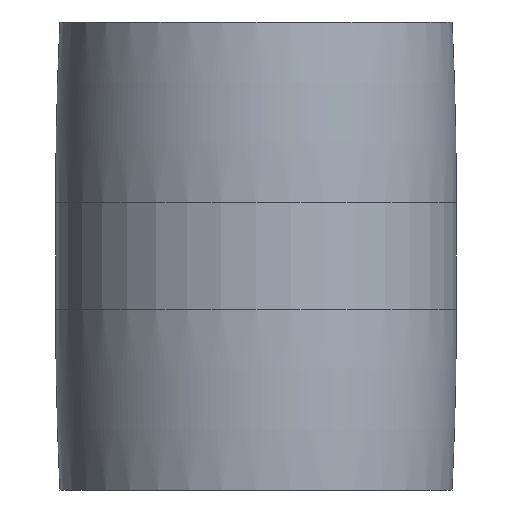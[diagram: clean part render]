
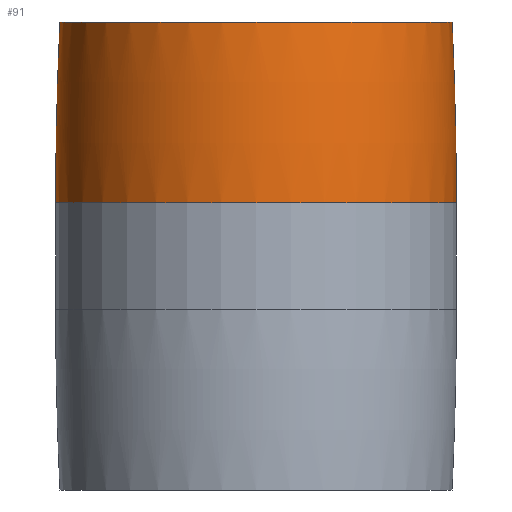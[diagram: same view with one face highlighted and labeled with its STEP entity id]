
A CAD part, front view. The second image highlights one B-rep face of the part: STEP entity #91.
In plain terms, the highlighted toroidal (fillet/blend) face has major radius 856.525 mm and minor radius 903.625 mm.
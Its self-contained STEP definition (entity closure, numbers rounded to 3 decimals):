
#10 = ORIENTED_EDGE ( 'NONE', *, *, #221, .T. ) ;
#12 = EDGE_CURVE ( 'NONE', #860, #353, #476, .T. ) ;
#15 = CARTESIAN_POINT ( 'NONE',  ( 46.1, 0., 55. ) ) ;
#17 = CARTESIAN_POINT ( 'NONE',  ( 0., 0., 12.5 ) ) ;
#72 = CIRCLE ( 'NONE', #635, 47.1 ) ;
#91 = ADVANCED_FACE ( 'NONE', ( #841 ), #702, .T. ) ;
#126 = DIRECTION ( 'NONE',  ( 0., 0., -1. ) ) ;
#221 = EDGE_CURVE ( 'NONE', #824, #880, #941, .T. ) ;
#231 = AXIS2_PLACEMENT_3D ( 'NONE', #939, #266, #126 ) ;
#266 = DIRECTION ( 'NONE',  ( 0., -1., 0. ) ) ;
#289 = CIRCLE ( 'NONE', #834, 46.1 ) ;
#308 = CARTESIAN_POINT ( 'NONE',  ( -47.1, 0., 12.5 ) ) ;
#353 = VERTEX_POINT ( 'NONE', #867 ) ;
#364 = ORIENTED_EDGE ( 'NONE', *, *, #12, .F. ) ;
#391 = AXIS2_PLACEMENT_3D ( 'NONE', #17, #555, #406 ) ;
#406 = DIRECTION ( 'NONE',  ( 1., 0., 0. ) ) ;
#410 = ORIENTED_EDGE ( 'NONE', *, *, #673, .T. ) ;
#453 = CARTESIAN_POINT ( 'NONE',  ( 0., 0., 12.5 ) ) ;
#476 = CIRCLE ( 'NONE', #544, 903.625 ) ;
#520 = DIRECTION ( 'NONE',  ( 1., 0., 0. ) ) ;
#543 = ORIENTED_EDGE ( 'NONE', *, *, #784, .F. ) ;
#544 = AXIS2_PLACEMENT_3D ( 'NONE', #786, #769, #773 ) ;
#555 = DIRECTION ( 'NONE',  ( 0., 0., 1. ) ) ;
#635 = AXIS2_PLACEMENT_3D ( 'NONE', #453, #905, #520 ) ;
#673 = EDGE_CURVE ( 'NONE', #860, #824, #72, .T. ) ;
#702 = TOROIDAL_SURFACE ( 'NONE', #391, -856.525, 903.625 ) ;
#735 = DIRECTION ( 'NONE',  ( 0., 0., 1. ) ) ;
#769 = DIRECTION ( 'NONE',  ( 0., 1., 0. ) ) ;
#773 = DIRECTION ( 'NONE',  ( -1., 0., 0. ) ) ;
#784 = EDGE_CURVE ( 'NONE', #353, #880, #289, .T. ) ;
#786 = CARTESIAN_POINT ( 'NONE',  ( 856.525, 0., 12.5 ) ) ;
#814 = CARTESIAN_POINT ( 'NONE',  ( 0., 0., 55. ) ) ;
#824 = VERTEX_POINT ( 'NONE', #959 ) ;
#834 = AXIS2_PLACEMENT_3D ( 'NONE', #814, #735, #949 ) ;
#841 = FACE_OUTER_BOUND ( 'NONE', #893, .T. ) ;
#860 = VERTEX_POINT ( 'NONE', #308 ) ;
#867 = CARTESIAN_POINT ( 'NONE',  ( -46.1, 0., 55. ) ) ;
#880 = VERTEX_POINT ( 'NONE', #15 ) ;
#893 = EDGE_LOOP ( 'NONE', ( #364, #410, #10, #543 ) ) ;
#905 = DIRECTION ( 'NONE',  ( 0., 0., 1. ) ) ;
#939 = CARTESIAN_POINT ( 'NONE',  ( -856.525, 0., 12.5 ) ) ;
#941 = CIRCLE ( 'NONE', #231, 903.625 ) ;
#949 = DIRECTION ( 'NONE',  ( 1., 0., 0. ) ) ;
#959 = CARTESIAN_POINT ( 'NONE',  ( 47.1, 0., 12.5 ) ) ;
